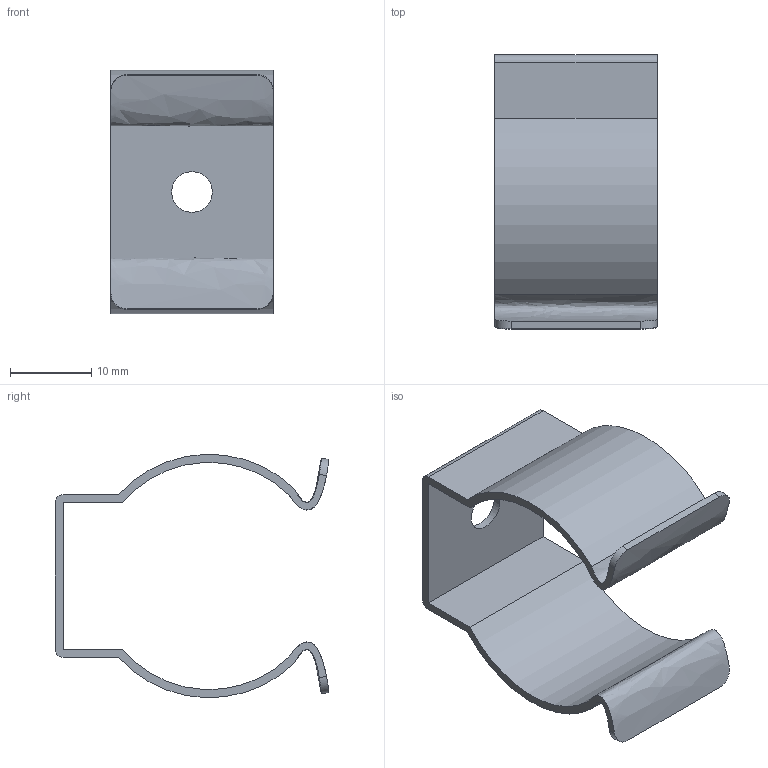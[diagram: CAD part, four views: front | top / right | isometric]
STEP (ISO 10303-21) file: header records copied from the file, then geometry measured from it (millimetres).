
FILE_DESCRIPTION((''),'2;1');
FILE_NAME('86316.stp','2021-08-09T15:23:20',('arma01'),(''),'Autodesk Inventor 2013','Autodesk Inventor 2013','');
FILE_SCHEMA(('AUTOMOTIVE_DESIGN { 1 0 10303 214 1 1 1 1 }'));
Length unit declared in the file: millimetre
Products named in the file (1): 86316
Bounding box: 20 x 33.76 x 29.98 mm (x, y, z)
Volume: 1920.3 mm3; surface area: 4180.3 mm2
Topology: 1 solids, 1 shells, 25 faces, 69 edges, 46 vertices
Faces by surface type: cylinder 11, plane 10, bspline 4
Full cylindrical faces by diameter (mm): 5 x1
Entity records: 918 total; most frequent: CARTESIAN_POINT 280, ORIENTED_EDGE 136, DIRECTION 110, EDGE_CURVE 68, VERTEX_POINT 46, VECTOR 38, LINE 38, AXIS2_PLACEMENT_3D 36
